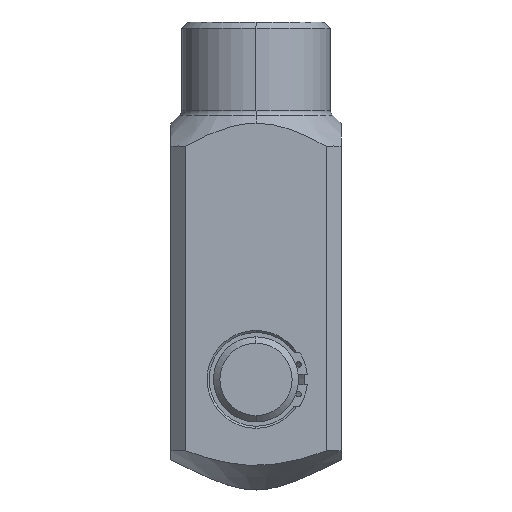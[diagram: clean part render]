
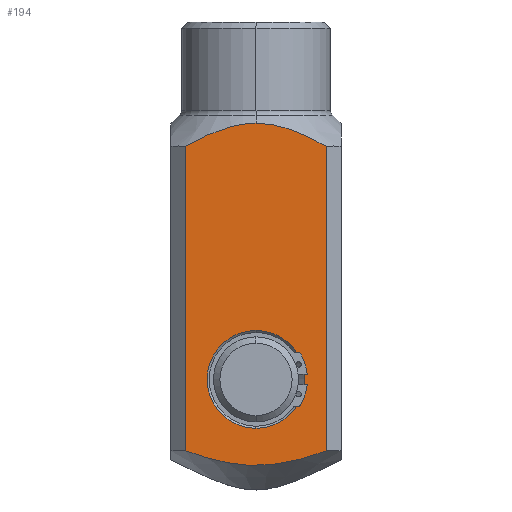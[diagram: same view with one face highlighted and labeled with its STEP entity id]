
A CAD part, left-side view. The second image highlights one B-rep face of the part: STEP entity #194.
In plain terms, the highlighted planar face has unit normal (-1, 0, 0).
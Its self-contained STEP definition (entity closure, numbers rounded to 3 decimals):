
#194 = ADVANCED_FACE ( 'NONE', ( #2590, #2584 ), #517, .T. ) ;
#284 = B_SPLINE_CURVE_WITH_KNOTS ( 'NONE', 3,
 ( #644, #664, #665, #666, #667, #668, #669, #670, #671, #672, #673, #674, #675, #676 ),
 .UNSPECIFIED., .F., .F.,
 ( 4, 2, 2, 2, 2, 2, 4 ),
 ( 0.062, 0.071, 0.079, 0.088, 0.09, 0.093, 0.097 ),
 .UNSPECIFIED. ) ;
#295 = B_SPLINE_CURVE_WITH_KNOTS ( 'NONE', 3,
 ( #805, #818, #819, #820, #821, #822, #823, #824, #825, #826, #827, #828, #829, #830, #831, #832, #833, #834, #835, #836, #837, #838, #839, #840, #841, #842 ),
 .UNSPECIFIED., .F., .F.,
 ( 4, 2, 2, 2, 2, 2, 2, 2, 2, 2, 2, 2, 4 ),
 ( 0.112, 0.116, 0.12, 0.128, 0.137, 0.145, 0.147, 0.149, 0.154, 0.162, 0.171, 0.175, 0.179 ),
 .UNSPECIFIED. ) ;
#296 = B_SPLINE_CURVE_WITH_KNOTS ( 'NONE', 3,
 ( #719, #768, #769, #770, #771, #772, #773, #774, #775, #776, #777, #778, #779, #780, #781, #782 ),
 .UNSPECIFIED., .F., .F.,
 ( 4, 2, 2, 2, 2, 2, 2, 4 ),
 ( 0.097, 0.106, 0.108, 0.11, 0.114, 0.123, 0.127, 0.132 ),
 .UNSPECIFIED. ) ;
#516 = CARTESIAN_POINT ( 'NONE',  ( -40., 40., -56. ) ) ;
#517 = PLANE ( 'NONE',  #1496 ) ;
#518 = DIRECTION ( 'NONE',  ( -1., 0., 0. ) ) ;
#519 = DIRECTION ( 'NONE',  ( 0., 0., 1. ) ) ;
#644 = CARTESIAN_POINT ( 'NONE',  ( -40., 33., 161.493 ) ) ;
#664 = CARTESIAN_POINT ( 'NONE',  ( -40., 30.482, 162.967 ) ) ;
#665 = CARTESIAN_POINT ( 'NONE',  ( -40., 27.915, 164.372 ) ) ;
#666 = CARTESIAN_POINT ( 'NONE',  ( -40., 22.629, 166.969 ) ) ;
#667 = CARTESIAN_POINT ( 'NONE',  ( -40., 19.942, 168.145 ) ) ;
#668 = CARTESIAN_POINT ( 'NONE',  ( -40., 14.454, 170.14 ) ) ;
#669 = CARTESIAN_POINT ( 'NONE',  ( -40., 11.651, 170.958 ) ) ;
#670 = CARTESIAN_POINT ( 'NONE',  ( -40., 8.045, 171.669 ) ) ;
#671 = CARTESIAN_POINT ( 'NONE',  ( -40., 7.318, 171.795 ) ) ;
#672 = CARTESIAN_POINT ( 'NONE',  ( -40., 5.854, 172.014 ) ) ;
#673 = CARTESIAN_POINT ( 'NONE',  ( -40., 5.12, 172.106 ) ) ;
#674 = CARTESIAN_POINT ( 'NONE',  ( -40., 2.922, 172.326 ) ) ;
#675 = CARTESIAN_POINT ( 'NONE',  ( -40., 1.46, 172.4 ) ) ;
#676 = CARTESIAN_POINT ( 'NONE',  ( -40., 0., 172.4 ) ) ;
#719 = CARTESIAN_POINT ( 'NONE',  ( -40., 0., 172.4 ) ) ;
#768 = CARTESIAN_POINT ( 'NONE',  ( -40., -2.919, 172.4 ) ) ;
#769 = CARTESIAN_POINT ( 'NONE',  ( -40., -5.829, 172.103 ) ) ;
#770 = CARTESIAN_POINT ( 'NONE',  ( -40., -9.454, 171.392 ) ) ;
#771 = CARTESIAN_POINT ( 'NONE',  ( -40., -10.177, 171.233 ) ) ;
#772 = CARTESIAN_POINT ( 'NONE',  ( -40., -11.609, 170.887 ) ) ;
#773 = CARTESIAN_POINT ( 'NONE',  ( -40., -12.32, 170.699 ) ) ;
#774 = CARTESIAN_POINT ( 'NONE',  ( -40., -14.435, 170.096 ) ) ;
#775 = CARTESIAN_POINT ( 'NONE',  ( -40., -15.825, 169.642 ) ) ;
#776 = CARTESIAN_POINT ( 'NONE',  ( -40., -19.943, 168.145 ) ) ;
#777 = CARTESIAN_POINT ( 'NONE',  ( -40., -22.62, 166.973 ) ) ;
#778 = CARTESIAN_POINT ( 'NONE',  ( -40., -26.566, 165.035 ) ) ;
#779 = CARTESIAN_POINT ( 'NONE',  ( -40., -27.87, 164.358 ) ) ;
#780 = CARTESIAN_POINT ( 'NONE',  ( -40., -30.457, 162.956 ) ) ;
#781 = CARTESIAN_POINT ( 'NONE',  ( -40., -31.735, 162.234 ) ) ;
#782 = CARTESIAN_POINT ( 'NONE',  ( -40., -33., 161.493 ) ) ;
#799 = CARTESIAN_POINT ( 'NONE',  ( -40., -33., -56. ) ) ;
#800 = DIRECTION ( 'NONE',  ( 0., 0., 1. ) ) ;
#801 = CARTESIAN_POINT ( 'NONE',  ( -40., 0., 52. ) ) ;
#802 = DIRECTION ( 'NONE',  ( 1., 0., 0. ) ) ;
#803 = DIRECTION ( 'NONE',  ( 0., 0., 1. ) ) ;
#805 = CARTESIAN_POINT ( 'NONE',  ( -40., 33., 18.392 ) ) ;
#810 = CARTESIAN_POINT ( 'NONE',  ( -40., 33., -56. ) ) ;
#817 = DIRECTION ( 'NONE',  ( 0., 0., -1. ) ) ;
#818 = CARTESIAN_POINT ( 'NONE',  ( -40., 31.675, 17.905 ) ) ;
#819 = CARTESIAN_POINT ( 'NONE',  ( -40., 30.342, 17.433 ) ) ;
#820 = CARTESIAN_POINT ( 'NONE',  ( -40., 27.659, 16.523 ) ) ;
#821 = CARTESIAN_POINT ( 'NONE',  ( -40., 26.312, 16.088 ) ) ;
#822 = CARTESIAN_POINT ( 'NONE',  ( -40., 22.264, 14.85 ) ) ;
#823 = CARTESIAN_POINT ( 'NONE',  ( -40., 19.55, 14.117 ) ) ;
#824 = CARTESIAN_POINT ( 'NONE',  ( -40., 14.083, 12.893 ) ) ;
#825 = CARTESIAN_POINT ( 'NONE',  ( -40., 11.33, 12.404 ) ) ;
#826 = CARTESIAN_POINT ( 'NONE',  ( -40., 5.774, 11.734 ) ) ;
#827 = CARTESIAN_POINT ( 'NONE',  ( -40., 2.971, 11.553 ) ) ;
#828 = CARTESIAN_POINT ( 'NONE',  ( -40., -0.569, 11.546 ) ) ;
#829 = CARTESIAN_POINT ( 'NONE',  ( -40., -1.278, 11.555 ) ) ;
#830 = CARTESIAN_POINT ( 'NONE',  ( -40., -2.701, 11.596 ) ) ;
#831 = CARTESIAN_POINT ( 'NONE',  ( -40., -3.415, 11.627 ) ) ;
#832 = CARTESIAN_POINT ( 'NONE',  ( -40., -5.554, 11.754 ) ) ;
#833 = CARTESIAN_POINT ( 'NONE',  ( -40., -6.971, 11.882 ) ) ;
#834 = CARTESIAN_POINT ( 'NONE',  ( -40., -11.195, 12.382 ) ) ;
#835 = CARTESIAN_POINT ( 'NONE',  ( -40., -13.978, 12.872 ) ) ;
#836 = CARTESIAN_POINT ( 'NONE',  ( -40., -19.49, 14.1 ) ) ;
#837 = CARTESIAN_POINT ( 'NONE',  ( -40., -22.219, 14.837 ) ) ;
#838 = CARTESIAN_POINT ( 'NONE',  ( -40., -26.284, 16.079 ) ) ;
#839 = CARTESIAN_POINT ( 'NONE',  ( -40., -27.634, 16.515 ) ) ;
#840 = CARTESIAN_POINT ( 'NONE',  ( -40., -30.326, 17.427 ) ) ;
#841 = CARTESIAN_POINT ( 'NONE',  ( -40., -31.667, 17.902 ) ) ;
#842 = CARTESIAN_POINT ( 'NONE',  ( -40., -33., 18.392 ) ) ;
#1068 = CARTESIAN_POINT ( 'NONE',  ( -40., 0., 52. ) ) ;
#1069 = DIRECTION ( 'NONE',  ( 1., 0., 0. ) ) ;
#1070 = DIRECTION ( 'NONE',  ( 0., 0., 1. ) ) ;
#1259 = CARTESIAN_POINT ( 'NONE',  ( -40., 0., 29. ) ) ;
#1264 = CARTESIAN_POINT ( 'NONE',  ( -40., 33., 18.392 ) ) ;
#1271 = CARTESIAN_POINT ( 'NONE',  ( -40., -33., 161.493 ) ) ;
#1297 = CARTESIAN_POINT ( 'NONE',  ( -40., 0., 75. ) ) ;
#1301 = CARTESIAN_POINT ( 'NONE',  ( -40., 0., 172.4 ) ) ;
#1322 = CARTESIAN_POINT ( 'NONE',  ( -40., -33., 18.392 ) ) ;
#1331 = CARTESIAN_POINT ( 'NONE',  ( -40., 33., 161.493 ) ) ;
#1496 = AXIS2_PLACEMENT_3D ( 'NONE', #516, #518, #519 ) ;
#1514 = AXIS2_PLACEMENT_3D ( 'NONE', #801, #802, #803 ) ;
#1551 = AXIS2_PLACEMENT_3D ( 'NONE', #1068, #1069, #1070 ) ;
#1698 = EDGE_CURVE ( 'NONE', #1947, #1917, #284, .T. ) ;
#1713 = EDGE_CURVE ( 'NONE', #1917, #1886, #296, .T. ) ;
#1715 = EDGE_CURVE ( 'NONE', #1938, #1886, #2546, .T. ) ;
#1716 = EDGE_CURVE ( 'NONE', #1872, #1913, #2534, .T. ) ;
#1721 = EDGE_CURVE ( 'NONE', #1947, #1878, #2527, .T. ) ;
#1722 = EDGE_CURVE ( 'NONE', #1878, #1938, #295, .T. ) ;
#1795 = EDGE_CURVE ( 'NONE', #1913, #1872, #2395, .T. ) ;
#1872 = VERTEX_POINT ( 'NONE', #1259 ) ;
#1878 = VERTEX_POINT ( 'NONE', #1264 ) ;
#1886 = VERTEX_POINT ( 'NONE', #1271 ) ;
#1913 = VERTEX_POINT ( 'NONE', #1297 ) ;
#1917 = VERTEX_POINT ( 'NONE', #1301 ) ;
#1938 = VERTEX_POINT ( 'NONE', #1322 ) ;
#1947 = VERTEX_POINT ( 'NONE', #1331 ) ;
#2033 = EDGE_LOOP ( 'NONE', ( #2190, #2192 ) ) ;
#2044 = ORIENTED_EDGE ( 'NONE', *, *, #1721, .T. ) ;
#2057 = EDGE_LOOP ( 'NONE', ( #2140, #2044, #2208, #2173, #2158 ) ) ;
#2140 = ORIENTED_EDGE ( 'NONE', *, *, #1698, .F. ) ;
#2158 = ORIENTED_EDGE ( 'NONE', *, *, #1713, .F. ) ;
#2173 = ORIENTED_EDGE ( 'NONE', *, *, #1715, .T. ) ;
#2190 = ORIENTED_EDGE ( 'NONE', *, *, #1795, .T. ) ;
#2192 = ORIENTED_EDGE ( 'NONE', *, *, #1716, .T. ) ;
#2208 = ORIENTED_EDGE ( 'NONE', *, *, #1722, .T. ) ;
#2395 = CIRCLE ( 'NONE', #1551, 23. ) ;
#2527 = LINE ( 'NONE', #810, #2530 ) ;
#2530 = VECTOR ( 'NONE', #817, 1000. ) ;
#2534 = CIRCLE ( 'NONE', #1514, 23. ) ;
#2540 = VECTOR ( 'NONE', #800, 1000. ) ;
#2546 = LINE ( 'NONE', #799, #2540 ) ;
#2584 = FACE_OUTER_BOUND ( 'NONE', #2057, .T. ) ;
#2590 = FACE_BOUND ( 'NONE', #2033, .T. ) ;
